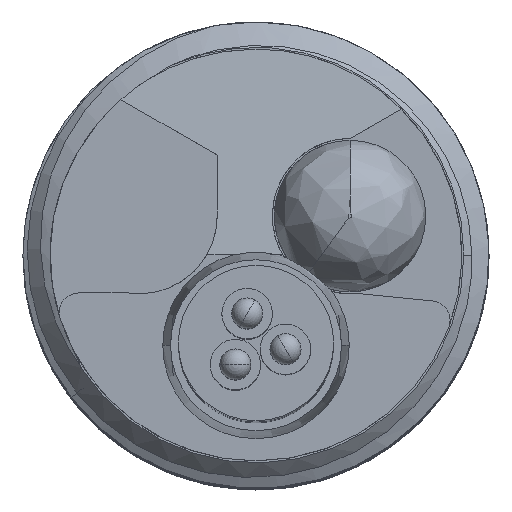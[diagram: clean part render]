
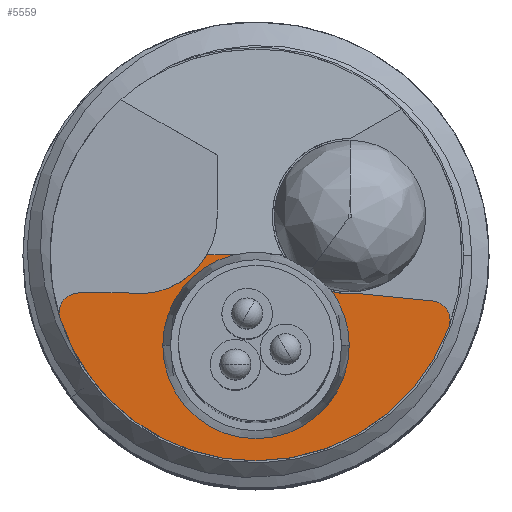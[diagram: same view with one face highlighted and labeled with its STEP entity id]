
A CAD part, top view. The second image highlights one B-rep face of the part: STEP entity #5559.
In plain terms, the highlighted planar face has unit normal (0, 0, 1).
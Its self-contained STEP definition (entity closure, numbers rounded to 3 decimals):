
#651=CARTESIAN_POINT('',(0.,-2.33,29.77));
#652=DIRECTION('',(0.,0.,1.));
#653=DIRECTION('',(-1.,0.,0.));
#654=AXIS2_PLACEMENT_3D('',#651,#652,#653);
#656=CARTESIAN_POINT('',(0.,-2.33,29.77));
#657=DIRECTION('',(0.,0.,1.));
#658=DIRECTION('',(1.,0.,0.));
#659=AXIS2_PLACEMENT_3D('',#656,#657,#658);
#661=CARTESIAN_POINT('',(2.42,1.,29.77));
#662=DIRECTION('',(0.,0.,1.));
#663=DIRECTION('',(-0.229,-0.973,0.));
#664=AXIS2_PLACEMENT_3D('',#661,#662,#663);
#666=DIRECTION('',(0.995,-0.099,0.));
#667=VECTOR('',#666,1.948);
#668=CARTESIAN_POINT('',(2.607,-0.991,29.77));
#669=LINE('',#668,#667);
#670=CARTESIAN_POINT('',(4.496,-1.681,29.77));
#671=DIRECTION('',(0.,0.,1.));
#672=DIRECTION('',(0.937,-0.35,0.));
#673=AXIS2_PLACEMENT_3D('',#670,#671,#672);
#675=CARTESIAN_POINT('',(0.,0.,29.77));
#676=DIRECTION('',(0.,0.,1.));
#677=DIRECTION('',(0.,-1.,0.));
#678=AXIS2_PLACEMENT_3D('',#675,#676,#677);
#680=CARTESIAN_POINT('',(0.,0.,29.77));
#681=DIRECTION('',(0.,0.,1.));
#682=DIRECTION('',(-0.951,-0.308,0.));
#683=AXIS2_PLACEMENT_3D('',#680,#681,#682);
#685=CARTESIAN_POINT('',(-4.566,-1.479,29.77));
#686=DIRECTION('',(0.,0.,1.));
#687=DIRECTION('',(0.,1.,0.));
#688=AXIS2_PLACEMENT_3D('',#685,#686,#687);
#690=DIRECTION('',(1.,0.,0.));
#691=VECTOR('',#690,1.277);
#692=CARTESIAN_POINT('',(-4.566,-0.979,29.77));
#693=LINE('',#692,#691);
#694=CARTESIAN_POINT('',(-3.,1.,29.77));
#695=DIRECTION('',(0.,0.,1.));
#696=DIRECTION('',(-0.145,-0.989,0.));
#697=AXIS2_PLACEMENT_3D('',#694,#695,#696);
#699=DIRECTION('',(1.,0.,0.));
#700=VECTOR('',#699,0.693);
#701=CARTESIAN_POINT('',(-1.268,0.,29.77));
#702=LINE('',#701,#700);
#703=CARTESIAN_POINT('',(0.,-2.33,29.77));
#704=DIRECTION('',(0.,0.,1.));
#705=DIRECTION('',(-0.24,0.971,0.));
#706=AXIS2_PLACEMENT_3D('',#703,#704,#705);
#5415=CARTESIAN_POINT('',(0.,-5.3,29.77));
#5416=VERTEX_POINT('',#5415);
#5429=CARTESIAN_POINT('',(2.607,-0.991,29.77));
#5430=VERTEX_POINT('',#5429);
#5437=CARTESIAN_POINT('',(-3.289,-0.979,29.77));
#5438=CARTESIAN_POINT('',(-1.268,0.,29.77));
#5439=VERTEX_POINT('',#5437);
#5440=VERTEX_POINT('',#5438);
#5449=CARTESIAN_POINT('',(-4.566,-0.979,29.77));
#5451=VERTEX_POINT('',#5449);
#5453=CARTESIAN_POINT('',(-5.042,-1.633,29.77));
#5454=VERTEX_POINT('',#5453);
#5457=CARTESIAN_POINT('',(4.964,-1.856,29.77));
#5458=CARTESIAN_POINT('',(4.545,-1.184,29.77));
#5459=VERTEX_POINT('',#5457);
#5460=VERTEX_POINT('',#5458);
#5469=CARTESIAN_POINT('',(-2.4,-2.33,29.77));
#5470=CARTESIAN_POINT('',(2.4,-2.33,29.77));
#5471=VERTEX_POINT('',#5469);
#5472=VERTEX_POINT('',#5470);
#5473=CARTESIAN_POINT('',(1.961,-0.947,29.77));
#5474=VERTEX_POINT('',#5473);
#5479=CARTESIAN_POINT('',(-0.575,0.,29.77));
#5480=VERTEX_POINT('',#5479);
#5529=CARTESIAN_POINT('',(0.,0.,29.77));
#5530=DIRECTION('',(0.,0.,1.));
#5531=DIRECTION('',(0.,-1.,0.));
#5532=AXIS2_PLACEMENT_3D('',#5529,#5530,#5531);
#5533=PLANE('',#5532);
#5535=ORIENTED_EDGE('',*,*,#5534,.T.);
#5537=ORIENTED_EDGE('',*,*,#5536,.T.);
#5539=ORIENTED_EDGE('',*,*,#5538,.T.);
#5541=ORIENTED_EDGE('',*,*,#5540,.T.);
#5543=ORIENTED_EDGE('',*,*,#5542,.F.);
#5545=ORIENTED_EDGE('',*,*,#5544,.F.);
#5547=ORIENTED_EDGE('',*,*,#5546,.F.);
#5549=ORIENTED_EDGE('',*,*,#5548,.F.);
#5551=ORIENTED_EDGE('',*,*,#5550,.T.);
#5552=ORIENTED_EDGE('',*,*,#5516,.T.);
#5554=ORIENTED_EDGE('',*,*,#5553,.T.);
#5556=ORIENTED_EDGE('',*,*,#5555,.T.);
#5557=EDGE_LOOP('',(#5535,#5537,#5539,#5541,#5543,#5545,#5547,#5549,#5551,#5552,
#5554,#5556));
#5558=FACE_OUTER_BOUND('',#5557,.F.);
#5559=ADVANCED_FACE('',(#5558),#5533,.T.);
#655=CIRCLE('',#654,2.4);
#660=CIRCLE('',#659,2.4);
#665=CIRCLE('',#664,2.);
#674=CIRCLE('',#673,0.5);
#679=CIRCLE('',#678,5.3);
#684=CIRCLE('',#683,5.3);
#689=CIRCLE('',#688,0.5);
#698=CIRCLE('',#697,2.);
#707=CIRCLE('',#706,2.4);
#5516=EDGE_CURVE('',#5439,#5440,#698,.T.);
#5534=EDGE_CURVE('',#5471,#5472,#655,.T.);
#5536=EDGE_CURVE('',#5472,#5474,#660,.T.);
#5538=EDGE_CURVE('',#5474,#5430,#665,.T.);
#5540=EDGE_CURVE('',#5430,#5460,#669,.T.);
#5542=EDGE_CURVE('',#5459,#5460,#674,.T.);
#5544=EDGE_CURVE('',#5416,#5459,#679,.T.);
#5546=EDGE_CURVE('',#5454,#5416,#684,.T.);
#5548=EDGE_CURVE('',#5451,#5454,#689,.T.);
#5550=EDGE_CURVE('',#5451,#5439,#693,.T.);
#5553=EDGE_CURVE('',#5440,#5480,#702,.T.);
#5555=EDGE_CURVE('',#5480,#5471,#707,.T.);
